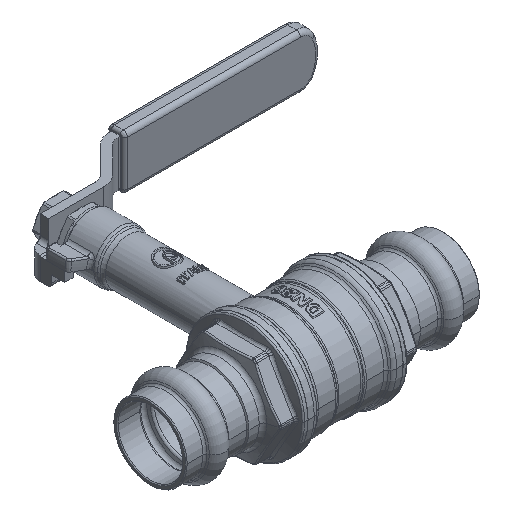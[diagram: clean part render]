
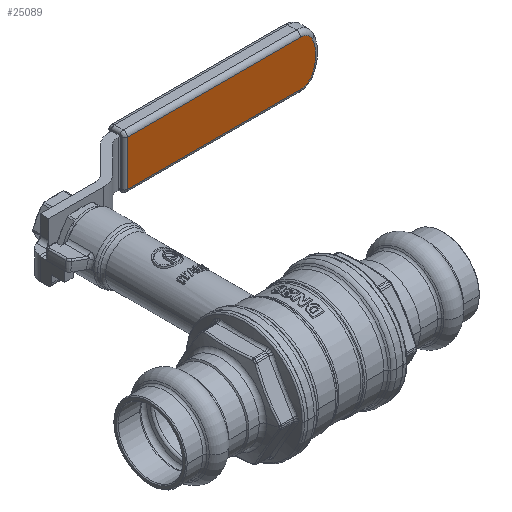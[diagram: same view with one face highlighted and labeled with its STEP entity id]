
A CAD part, isometric view. The second image highlights one B-rep face of the part: STEP entity #25089.
In plain terms, the highlighted planar face has unit normal (0, -1, 0).
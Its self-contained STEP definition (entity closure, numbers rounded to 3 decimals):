
#24648=DIRECTION('',(0.,0.,-1.));
#24649=VECTOR('',#24648,15.7);
#24650=CARTESIAN_POINT('',(67.,-3.,7.85));
#24651=LINE('',#24650,#24649);
#24791=DIRECTION('',(1.,0.,0.));
#24792=VECTOR('',#24791,60.21);
#24793=CARTESIAN_POINT('',(6.79,-3.,7.85));
#24794=LINE('',#24793,#24792);
#24809=CARTESIAN_POINT('',(6.79,-3.,3.35));
#24810=DIRECTION('',(0.,1.,0.));
#24811=DIRECTION('',(-0.895,0.,0.447));
#24812=AXIS2_PLACEMENT_3D('',#24809,#24810,#24811);
#24875=CARTESIAN_POINT('',(13.5,-3.,0.));
#24876=DIRECTION('',(0.,1.,0.));
#24877=DIRECTION('',(-0.895,0.,-0.447));
#24878=AXIS2_PLACEMENT_3D('',#24875,#24876,#24877);
#24890=CARTESIAN_POINT('',(6.79,-3.,-3.35));
#24891=DIRECTION('',(0.,1.,0.));
#24892=DIRECTION('',(0.,0.,-1.));
#24893=AXIS2_PLACEMENT_3D('',#24890,#24891,#24892);
#24963=DIRECTION('',(-1.,0.,0.));
#24964=VECTOR('',#24963,60.21);
#24965=CARTESIAN_POINT('',(67.,-3.,-7.85));
#24966=LINE('',#24965,#24964);
#25026=CARTESIAN_POINT('',(6.79,-3.,-7.85));
#25027=CARTESIAN_POINT('',(2.764,-3.,-5.36));
#25028=VERTEX_POINT('',#25026);
#25029=VERTEX_POINT('',#25027);
#25032=CARTESIAN_POINT('',(2.764,-3.,5.36));
#25033=VERTEX_POINT('',#25032);
#25036=CARTESIAN_POINT('',(6.79,-3.,7.85));
#25037=VERTEX_POINT('',#25036);
#25056=CARTESIAN_POINT('',(67.,-3.,7.85));
#25057=VERTEX_POINT('',#25056);
#25060=CARTESIAN_POINT('',(67.,-3.,-7.85));
#25061=VERTEX_POINT('',#25060);
#25070=CARTESIAN_POINT('',(0.,-3.,9.35));
#25071=DIRECTION('',(0.,-1.,0.));
#25072=DIRECTION('',(0.,0.,-1.));
#25073=AXIS2_PLACEMENT_3D('',#25070,#25071,#25072);
#25074=PLANE('',#25073);
#25076=ORIENTED_EDGE('',*,*,#25075,.T.);
#25078=ORIENTED_EDGE('',*,*,#25077,.T.);
#25080=ORIENTED_EDGE('',*,*,#25079,.T.);
#25082=ORIENTED_EDGE('',*,*,#25081,.T.);
#25084=ORIENTED_EDGE('',*,*,#25083,.T.);
#25086=ORIENTED_EDGE('',*,*,#25085,.T.);
#25087=EDGE_LOOP('',(#25076,#25078,#25080,#25082,#25084,#25086));
#25088=FACE_OUTER_BOUND('',#25087,.F.);
#25089=ADVANCED_FACE('',(#25088),#25074,.T.);
#24813=CIRCLE('',#24812,4.5);
#24879=CIRCLE('',#24878,12.);
#24894=CIRCLE('',#24893,4.5);
#25075=EDGE_CURVE('',#25057,#25061,#24651,.T.);
#25077=EDGE_CURVE('',#25061,#25028,#24966,.T.);
#25079=EDGE_CURVE('',#25028,#25029,#24894,.T.);
#25081=EDGE_CURVE('',#25029,#25033,#24879,.T.);
#25083=EDGE_CURVE('',#25033,#25037,#24813,.T.);
#25085=EDGE_CURVE('',#25037,#25057,#24794,.T.);
